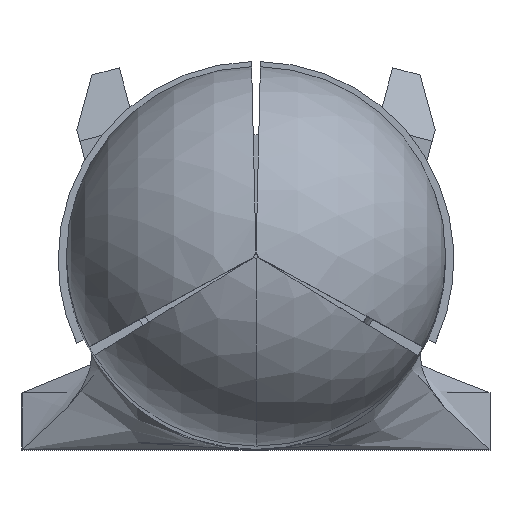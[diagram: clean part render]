
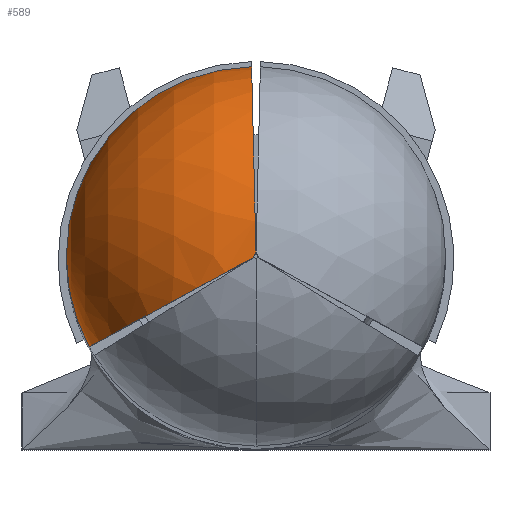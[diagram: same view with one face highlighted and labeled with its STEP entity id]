
A CAD part, top view. The second image highlights one B-rep face of the part: STEP entity #589.
In plain terms, the highlighted spherical face has radius 2.369 mm.
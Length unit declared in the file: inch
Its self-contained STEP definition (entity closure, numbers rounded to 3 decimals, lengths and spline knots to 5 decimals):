
#18 = AXIS2_PLACEMENT_3D ( 'NONE', #4806, #1702, #5342 ) ;
#216 = CIRCLE ( 'NONE', #18, 0.09325 ) ;
#331 = DIRECTION ( 'NONE',  ( 0., 0., 1. ) ) ;
#589 = ADVANCED_FACE ( 'NONE', ( #1974 ), #3376, .T. ) ;
#722 = EDGE_LOOP ( 'NONE', ( #3919, #5364, #3528, #6581, #5110 ) ) ;
#906 = CARTESIAN_POINT ( 'NONE',  ( -0.00088, -0.00048, 1.05499 ) ) ;
#1072 = DIRECTION ( 'NONE',  ( 0., 1., 0. ) ) ;
#1193 = CARTESIAN_POINT ( 'NONE',  ( -0.00214, 0.09323, 0.96175 ) ) ;
#1251 = AXIS2_PLACEMENT_3D ( 'NONE', #4848, #1741, #5380 ) ;
#1492 = CIRCLE ( 'NONE', #5643, 0.09325 ) ;
#1702 = DIRECTION ( 'NONE',  ( -1., -0.023, 0. ) ) ;
#1741 = DIRECTION ( 'NONE',  ( -0.477, 0.879, 0. ) ) ;
#1855 = VERTEX_POINT ( 'NONE', #3884 ) ;
#1974 = FACE_OUTER_BOUND ( 'NONE', #722, .T. ) ;
#2067 = CIRCLE ( 'NONE', #1251, 0.09325 ) ;
#2275 = EDGE_CURVE ( 'NONE', #4451, #5167, #6018, .T. ) ;
#2645 = CARTESIAN_POINT ( 'NONE',  ( 0., 0., 0.96175 ) ) ;
#2661 = CARTESIAN_POINT ( 'NONE',  ( 0., 0., 0.96175 ) ) ;
#2765 = DIRECTION ( 'NONE',  ( 0., 0., -1. ) ) ;
#2804 = VERTEX_POINT ( 'NONE', #4163 ) ;
#2947 = CIRCLE ( 'NONE', #4494, 0.09325 ) ;
#3166 = DIRECTION ( 'NONE',  ( -1., 0., 0. ) ) ;
#3176 = DIRECTION ( 'NONE',  ( -1., 0., 0. ) ) ;
#3351 = EDGE_CURVE ( 'NONE', #5167, #5376, #216, .T. ) ;
#3376 = SPHERICAL_SURFACE ( 'NONE', #4186, 0.09325 ) ;
#3450 = CARTESIAN_POINT ( 'NONE',  ( 0., 0., 0.96175 ) ) ;
#3528 = ORIENTED_EDGE ( 'NONE', *, *, #4684, .T. ) ;
#3884 = CARTESIAN_POINT ( 'NONE',  ( -0.08198, -0.04444, 0.96175 ) ) ;
#3919 = ORIENTED_EDGE ( 'NONE', *, *, #6564, .T. ) ;
#3957 = DIRECTION ( 'NONE',  ( -1., 0., 0. ) ) ;
#4163 = CARTESIAN_POINT ( 'NONE',  ( -0.09325, 0., 0.96175 ) ) ;
#4186 = AXIS2_PLACEMENT_3D ( 'NONE', #2661, #3176, #1072 ) ;
#4451 = VERTEX_POINT ( 'NONE', #906 ) ;
#4494 = AXIS2_PLACEMENT_3D ( 'NONE', #3450, #331, #3957 ) ;
#4637 = CARTESIAN_POINT ( 'NONE',  ( -0.00002, 0.001, 1.05499 ) ) ;
#4684 = EDGE_CURVE ( 'NONE', #1855, #4451, #2067, .T. ) ;
#4806 = CARTESIAN_POINT ( 'NONE',  ( 0., 0., 0.96175 ) ) ;
#4848 = CARTESIAN_POINT ( 'NONE',  ( 0., 0., 0.96175 ) ) ;
#5078 = EDGE_CURVE ( 'NONE', #2804, #1855, #1492, .T. ) ;
#5110 = ORIENTED_EDGE ( 'NONE', *, *, #3351, .T. ) ;
#5167 = VERTEX_POINT ( 'NONE', #4637 ) ;
#5342 = DIRECTION ( 'NONE',  ( -0.023, 1., 0. ) ) ;
#5364 = ORIENTED_EDGE ( 'NONE', *, *, #5078, .T. ) ;
#5376 = VERTEX_POINT ( 'NONE', #1193 ) ;
#5380 = DIRECTION ( 'NONE',  ( 0.879, 0.477, 0. ) ) ;
#5643 = AXIS2_PLACEMENT_3D ( 'NONE', #2645, #6278, #3166 ) ;
#5766 = AXIS2_PLACEMENT_3D ( 'NONE', #5874, #2765, #6399 ) ;
#5874 = CARTESIAN_POINT ( 'NONE',  ( 0., 0., 1.05499 ) ) ;
#6018 = CIRCLE ( 'NONE', #5766, 0.001 ) ;
#6278 = DIRECTION ( 'NONE',  ( 0., 0., 1. ) ) ;
#6399 = DIRECTION ( 'NONE',  ( -1., 0., 0. ) ) ;
#6564 = EDGE_CURVE ( 'NONE', #5376, #2804, #2947, .T. ) ;
#6581 = ORIENTED_EDGE ( 'NONE', *, *, #2275, .T. ) ;
